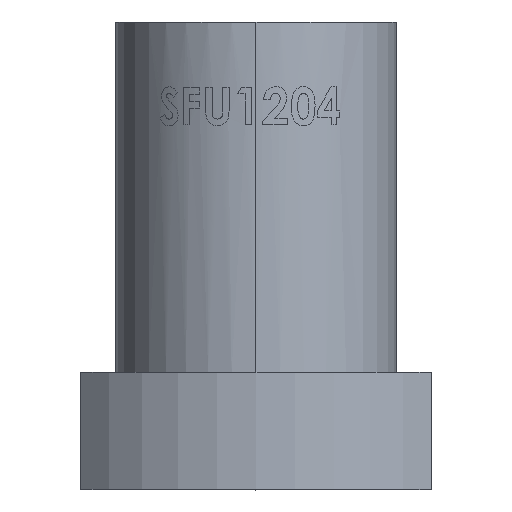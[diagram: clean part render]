
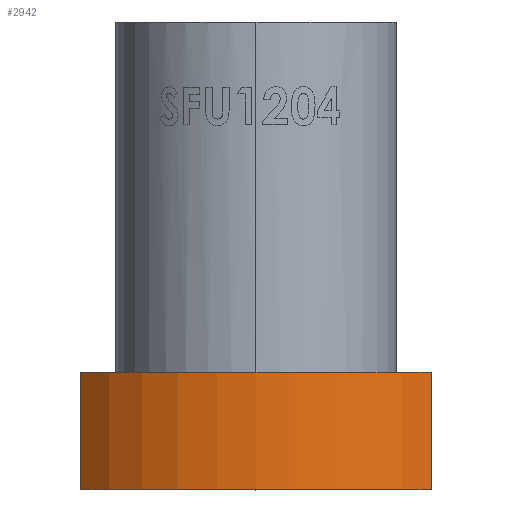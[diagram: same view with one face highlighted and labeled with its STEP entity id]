
A CAD part, top view. The second image highlights one B-rep face of the part: STEP entity #2942.
In plain terms, the highlighted cylindrical face has radius 20 mm (diameter 40 mm), a partial arc.
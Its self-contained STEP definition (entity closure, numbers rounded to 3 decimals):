
#235 = CARTESIAN_POINT ( 'NONE',  ( 15., 10., 13.229 ) ) ;
#255 = DIRECTION ( 'NONE',  ( 0., -1., 0. ) ) ;
#587 = ORIENTED_EDGE ( 'NONE', *, *, #5966, .T. ) ;
#607 = EDGE_CURVE ( 'NONE', #4831, #2177, #6362, .T. ) ;
#1099 = DIRECTION ( 'NONE',  ( 0., 0., 1. ) ) ;
#1496 = CARTESIAN_POINT ( 'NONE',  ( 0., 0., 0. ) ) ;
#1865 = VERTEX_POINT ( 'NONE', #5599 ) ;
#2177 = VERTEX_POINT ( 'NONE', #3850 ) ;
#2530 = DIRECTION ( 'NONE',  ( 0., 1., 0. ) ) ;
#2534 = EDGE_LOOP ( 'NONE', ( #4205, #6006, #6470, #587 ) ) ;
#2931 = DIRECTION ( 'NONE',  ( 0., 1., 0. ) ) ;
#2942 = ADVANCED_FACE ( 'NONE', ( #3562 ), #4829, .T. ) ;
#3562 = FACE_OUTER_BOUND ( 'NONE', #2534, .T. ) ;
#3842 = CARTESIAN_POINT ( 'NONE',  ( -15., 10., 13.229 ) ) ;
#3850 = CARTESIAN_POINT ( 'NONE',  ( 15., 0., 13.229 ) ) ;
#3966 = VECTOR ( 'NONE', #6123, 1000. ) ;
#4201 = EDGE_CURVE ( 'NONE', #6449, #4831, #7827, .T. ) ;
#4205 = ORIENTED_EDGE ( 'NONE', *, *, #4822, .T. ) ;
#4277 = DIRECTION ( 'NONE',  ( 0., 0., 1. ) ) ;
#4405 = LINE ( 'NONE', #8158, #3966 ) ;
#4520 = DIRECTION ( 'NONE',  ( 0., -1., 0. ) ) ;
#4553 = CARTESIAN_POINT ( 'NONE',  ( 0., 10., 0. ) ) ;
#4582 = DIRECTION ( 'NONE',  ( 0., 0., -1. ) ) ;
#4822 = EDGE_CURVE ( 'NONE', #1865, #2177, #7608, .T. ) ;
#4829 = CYLINDRICAL_SURFACE ( 'NONE', #7070, 20. ) ;
#4831 = VERTEX_POINT ( 'NONE', #235 ) ;
#5599 = CARTESIAN_POINT ( 'NONE',  ( -15., 0., 13.229 ) ) ;
#5960 = CARTESIAN_POINT ( 'NONE',  ( 0., 10., 0. ) ) ;
#5966 = EDGE_CURVE ( 'NONE', #6449, #1865, #4405, .T. ) ;
#6006 = ORIENTED_EDGE ( 'NONE', *, *, #607, .F. ) ;
#6123 = DIRECTION ( 'NONE',  ( 0., -1., 0. ) ) ;
#6362 = LINE ( 'NONE', #8474, #6780 ) ;
#6449 = VERTEX_POINT ( 'NONE', #3842 ) ;
#6470 = ORIENTED_EDGE ( 'NONE', *, *, #4201, .F. ) ;
#6780 = VECTOR ( 'NONE', #255, 1000. ) ;
#6907 = AXIS2_PLACEMENT_3D ( 'NONE', #5960, #2530, #1099 ) ;
#7033 = AXIS2_PLACEMENT_3D ( 'NONE', #1496, #2931, #4277 ) ;
#7070 = AXIS2_PLACEMENT_3D ( 'NONE', #4553, #4520, #4582 ) ;
#7608 = CIRCLE ( 'NONE', #7033, 20. ) ;
#7827 = CIRCLE ( 'NONE', #6907, 20. ) ;
#8158 = CARTESIAN_POINT ( 'NONE',  ( -15., 10., 13.229 ) ) ;
#8474 = CARTESIAN_POINT ( 'NONE',  ( 15., 10., 13.229 ) ) ;
